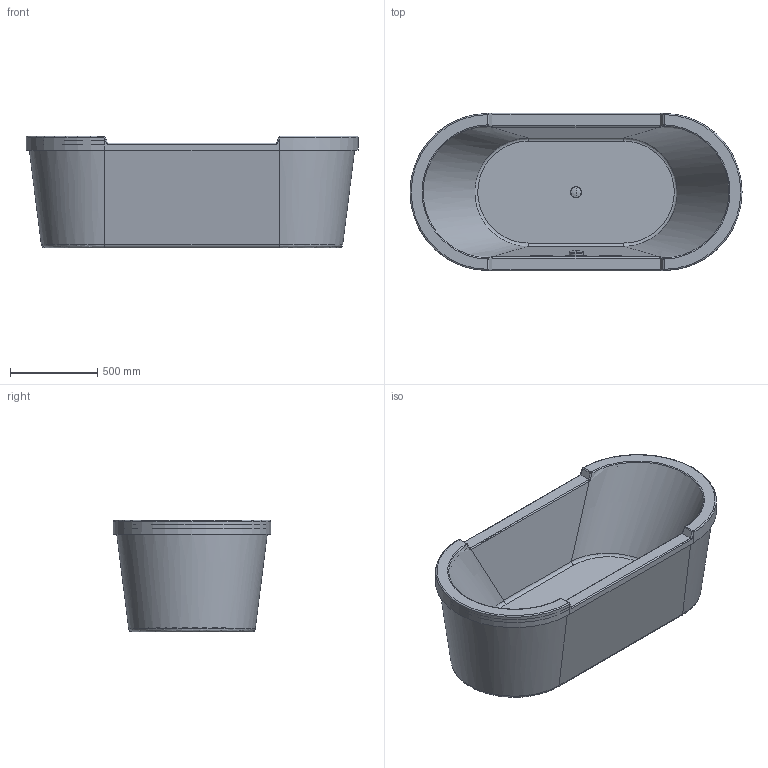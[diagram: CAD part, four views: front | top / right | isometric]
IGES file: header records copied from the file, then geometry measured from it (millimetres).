
Global section: file name: No Iges File Name specified; native system: Autodesk Inventor 2009; preprocessor: AutoDesk Inventor Iges Exporter R2009; author: Andreas; date: 20100518.183719; units: millimetre
Bounding box: 1900 x 900 x 640 mm (x, y, z)
Volume: 55310937.5 mm3; surface area: 12355437 mm2
Topology: 5 solids, 5 shells, 209 faces, 521 edges, 322 vertices
Faces by surface type: plane 67, bspline 46, cylinder 43, revolution 35, torus 10, cone 4, sphere 4
